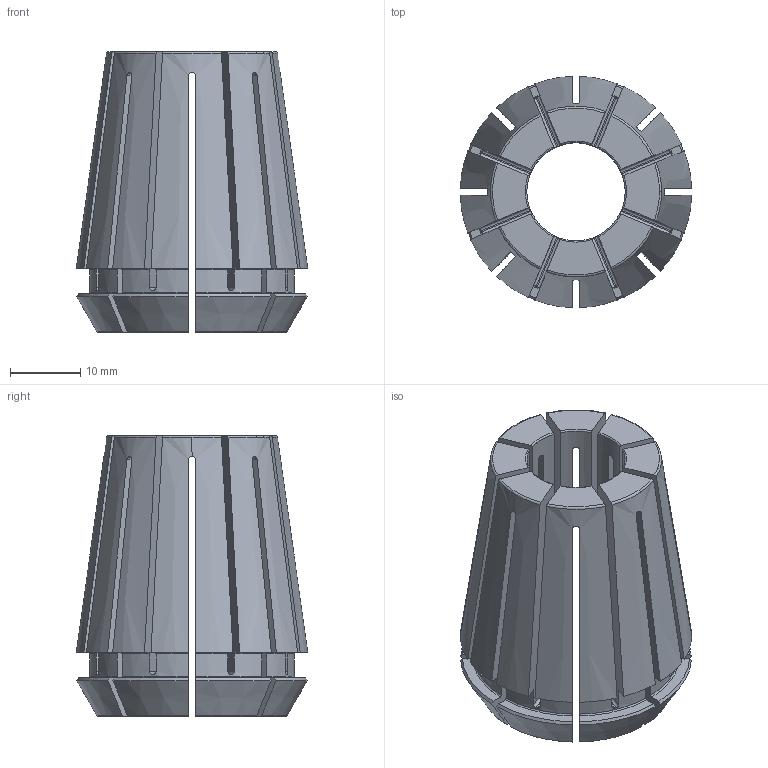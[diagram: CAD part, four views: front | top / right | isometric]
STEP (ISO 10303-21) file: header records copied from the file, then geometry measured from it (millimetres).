
FILE_DESCRIPTION(/* description */ ('Alibre Inc.'),/* implementation_level */ '2;1');
FILE_NAME(/* name */ 'export-97C9D607-B6F1-4772-9123-C478F6D36EEF',/* time_stamp */ '2024-02-10T11:25:42+01:00',/* author */ (''),/* organization */ (''),/* preprocessor_version */ 'ST-DEVELOPER v17',/* originating_system */ 'Alibre',/* authorisation */ '');
FILE_SCHEMA (('AUTOMOTIVE_DESIGN'));
Length unit declared in the file: millimetre
Products named in the file (1): NOCUT
Bounding box: 32.98 x 32.98 x 40 mm (x, y, z)
Volume: 16022.9 mm3; surface area: 13854.2 mm2
Topology: 1 solids, 1 shells, 212 faces, 636 edges, 424 vertices
Faces by surface type: plane 88, torus 58, cylinder 41, cone 25
Full cylindrical faces by diameter (mm): 14 x1
Entity records: 7339 total; most frequent: CARTESIAN_POINT 1984, ORIENTED_EDGE 1272, DIRECTION 892, EDGE_CURVE 636, VERTEX_POINT 424, AXIS2_PLACEMENT_3D 406, VECTOR 226, LINE 226
